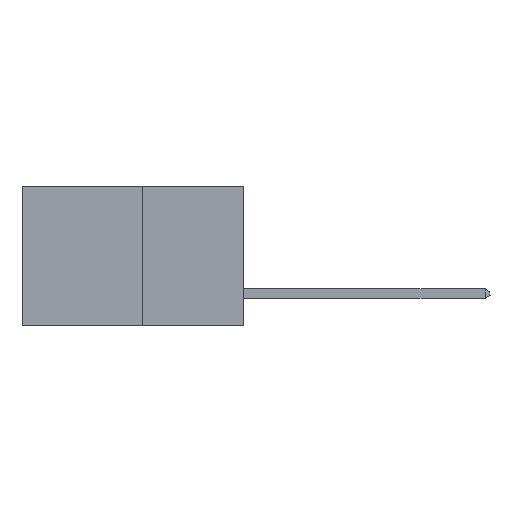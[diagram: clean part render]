
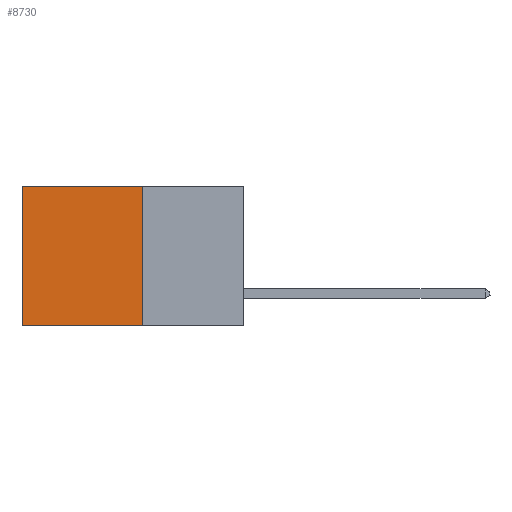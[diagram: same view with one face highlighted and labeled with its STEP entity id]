
A CAD part, left-side view. The second image highlights one B-rep face of the part: STEP entity #8730.
In plain terms, the highlighted planar face has unit normal (-1, 0, 0).
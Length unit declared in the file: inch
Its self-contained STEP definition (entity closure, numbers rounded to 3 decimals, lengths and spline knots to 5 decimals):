
#179 = ORIENTED_EDGE ( 'NONE', *, *, #13717, .T. ) ;
#954 = EDGE_CURVE ( 'NONE', #4547, #19315, #3938, .T. ) ;
#1331 = CARTESIAN_POINT ( 'NONE',  ( 0.277, 0.27, 0. ) ) ;
#1534 = ORIENTED_EDGE ( 'NONE', *, *, #954, .F. ) ;
#2561 = DIRECTION ( 'NONE',  ( 1., 0., 0. ) ) ;
#2593 = CARTESIAN_POINT ( 'NONE',  ( 0.277, 0.27, 0. ) ) ;
#2622 = VECTOR ( 'NONE', #6702, 39.37008 ) ;
#3469 = VERTEX_POINT ( 'NONE', #14934 ) ;
#3938 = LINE ( 'NONE', #20292, #16941 ) ;
#4138 = VECTOR ( 'NONE', #21548, 39.37008 ) ;
#4547 = VERTEX_POINT ( 'NONE', #2593 ) ;
#4892 = DIRECTION ( 'NONE',  ( 0., 1., 0. ) ) ;
#4903 = CARTESIAN_POINT ( 'NONE',  ( 0.277, 0.27, -0.37 ) ) ;
#5744 = FACE_OUTER_BOUND ( 'NONE', #13298, .T. ) ;
#6415 = LINE ( 'NONE', #1331, #14116 ) ;
#6702 = DIRECTION ( 'NONE',  ( 0., 1., 0. ) ) ;
#8160 = ORIENTED_EDGE ( 'NONE', *, *, #12504, .T. ) ;
#8730 = ADVANCED_FACE ( 'NONE', ( #5744 ), #21546, .F. ) ;
#8863 = LINE ( 'NONE', #19790, #4138 ) ;
#11892 = CARTESIAN_POINT ( 'NONE',  ( 0.277, 0.27, -0.37 ) ) ;
#11975 = AXIS2_PLACEMENT_3D ( 'NONE', #13173, #2561, #14949 ) ;
#12504 = EDGE_CURVE ( 'NONE', #3469, #14036, #8863, .T. ) ;
#13173 = CARTESIAN_POINT ( 'NONE',  ( 0.277, 0.27, -0.37 ) ) ;
#13298 = EDGE_LOOP ( 'NONE', ( #8160, #14588, #1534, #179 ) ) ;
#13717 = EDGE_CURVE ( 'NONE', #4547, #3469, #6415, .T. ) ;
#14036 = VERTEX_POINT ( 'NONE', #14597 ) ;
#14116 = VECTOR ( 'NONE', #4892, 39.37008 ) ;
#14588 = ORIENTED_EDGE ( 'NONE', *, *, #22168, .F. ) ;
#14597 = CARTESIAN_POINT ( 'NONE',  ( 0.277, 0.59, -0.37 ) ) ;
#14934 = CARTESIAN_POINT ( 'NONE',  ( 0.277, 0.59, 0. ) ) ;
#14949 = DIRECTION ( 'NONE',  ( 0., 0., -1. ) ) ;
#16757 = LINE ( 'NONE', #4903, #2622 ) ;
#16941 = VECTOR ( 'NONE', #17958, 39.37008 ) ;
#17958 = DIRECTION ( 'NONE',  ( 0., 0., -1. ) ) ;
#19315 = VERTEX_POINT ( 'NONE', #11892 ) ;
#19790 = CARTESIAN_POINT ( 'NONE',  ( 0.277, 0.59, -0.37 ) ) ;
#20292 = CARTESIAN_POINT ( 'NONE',  ( 0.277, 0.27, -0.37 ) ) ;
#21546 = PLANE ( 'NONE',  #11975 ) ;
#21548 = DIRECTION ( 'NONE',  ( 0., 0., -1. ) ) ;
#22168 = EDGE_CURVE ( 'NONE', #19315, #14036, #16757, .T. ) ;
